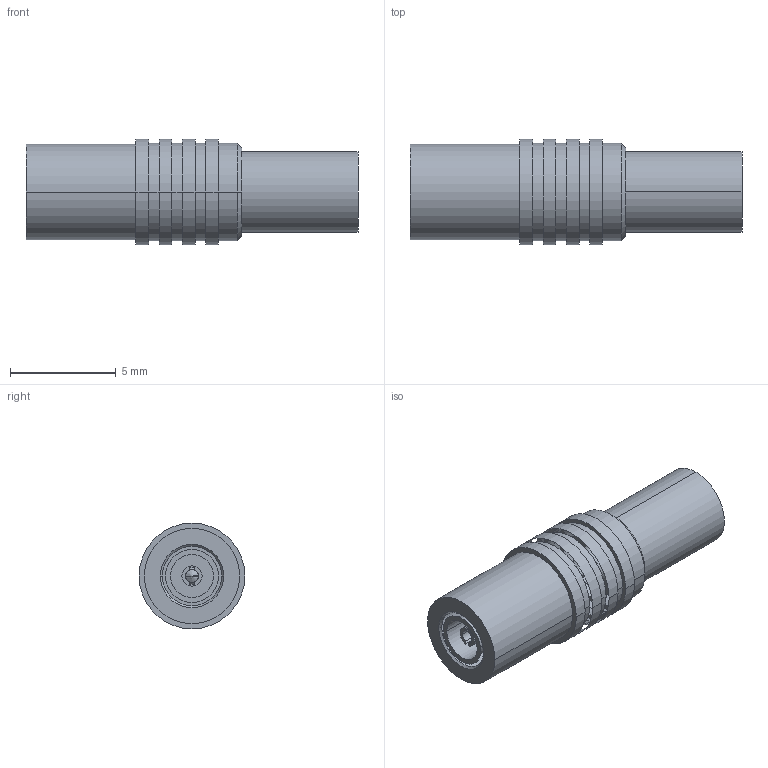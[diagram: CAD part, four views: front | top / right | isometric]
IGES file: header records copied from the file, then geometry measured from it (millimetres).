
Start section:  PTC IGES file: 919-131j-51sx.igs
Global section: file name: 919-131j-51sx.igs; native system: Pro/ENGINEER by Parametric Technology Corporation; preprocessor: 2010280; author: Arun Prabu; organization: Unknown; date: 20120221.093017; units: millimetre
Bounding box: 15.71 x 5 x 5 mm (x, y, z)
Surface area: 387.2 mm2 (no closed solid volume)
Topology: 0 solids, 0 shells, 58 faces, 258 edges, 256 vertices
Faces by surface type: revolution 44, bspline 14
